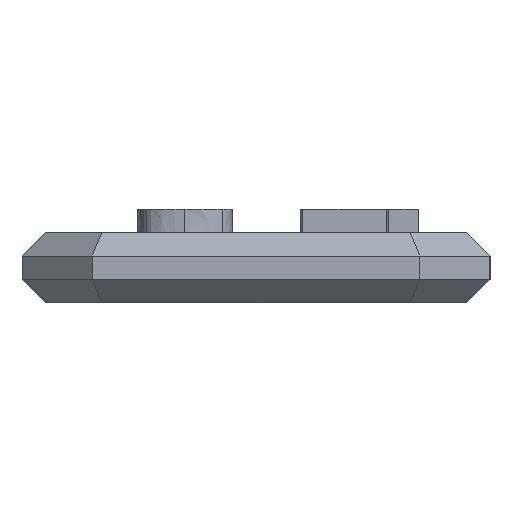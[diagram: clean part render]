
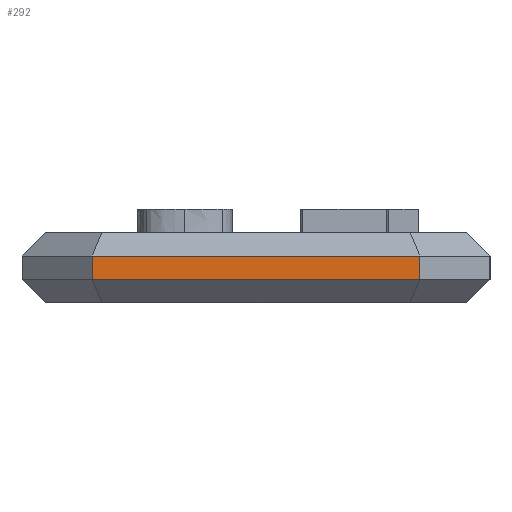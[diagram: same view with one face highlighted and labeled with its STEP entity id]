
A CAD part, left-side view. The second image highlights one B-rep face of the part: STEP entity #292.
In plain terms, the highlighted planar face has unit normal (-1, 0, 0).
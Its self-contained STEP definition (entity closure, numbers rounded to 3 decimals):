
#292=ADVANCED_FACE('',(#2029),#2031,.T.);
#2029=FACE_BOUND('',#2030,.T.);
#2030=EDGE_LOOP('',(#4580,#4581,#4582,#4583));
#2031=PLANE('',#2032);
#2032=AXIS2_PLACEMENT_3D('',#2033,#2034,#2035);
#2033=CARTESIAN_POINT('',(-30.,10.,0.));
#2034=DIRECTION('',(-1.,0.,0.));
#2035=DIRECTION('',(0.,-1.,0.));
#4580=ORIENTED_EDGE('',*,*,#5892,.T.);
#4581=ORIENTED_EDGE('',*,*,#6368,.T.);
#4582=ORIENTED_EDGE('',*,*,#5917,.F.);
#4583=ORIENTED_EDGE('',*,*,#6369,.F.);
#5892=EDGE_CURVE('',#7186,#7187,#7188,.T.);
#5917=EDGE_CURVE('',#7221,#7224,#7225,.T.);
#6368=EDGE_CURVE('',#7187,#7224,#7900,.T.);
#6369=EDGE_CURVE('',#7186,#7221,#7901,.T.);
#7186=VERTEX_POINT('',#9422);
#7187=VERTEX_POINT('',#9423);
#7188=LINE('',#9424,#9425);
#7221=VERTEX_POINT('',#9503);
#7224=VERTEX_POINT('',#9510);
#7225=LINE('',#9511,#9512);
#7900=LINE('',#11088,#11089);
#7901=LINE('',#11091,#11092);
#9422=CARTESIAN_POINT('',(-30.,7.,1.));
#9423=CARTESIAN_POINT('',(-30.,-7.,1.));
#9424=CARTESIAN_POINT('',(-30.,7.,1.));
#9425=VECTOR('',#9426,1.);
#9426=DIRECTION('',(0.,-1.,0.));
#9503=CARTESIAN_POINT('',(-30.,7.,2.));
#9510=CARTESIAN_POINT('',(-30.,-7.,2.));
#9511=CARTESIAN_POINT('',(-30.,7.,2.));
#9512=VECTOR('',#9513,1.);
#9513=DIRECTION('',(0.,-1.,0.));
#11088=CARTESIAN_POINT('',(-30.,-7.,1.));
#11089=VECTOR('',#11090,1.);
#11090=DIRECTION('',(0.,0.,1.));
#11091=CARTESIAN_POINT('',(-30.,7.,1.));
#11092=VECTOR('',#11093,1.);
#11093=DIRECTION('',(0.,0.,1.));
